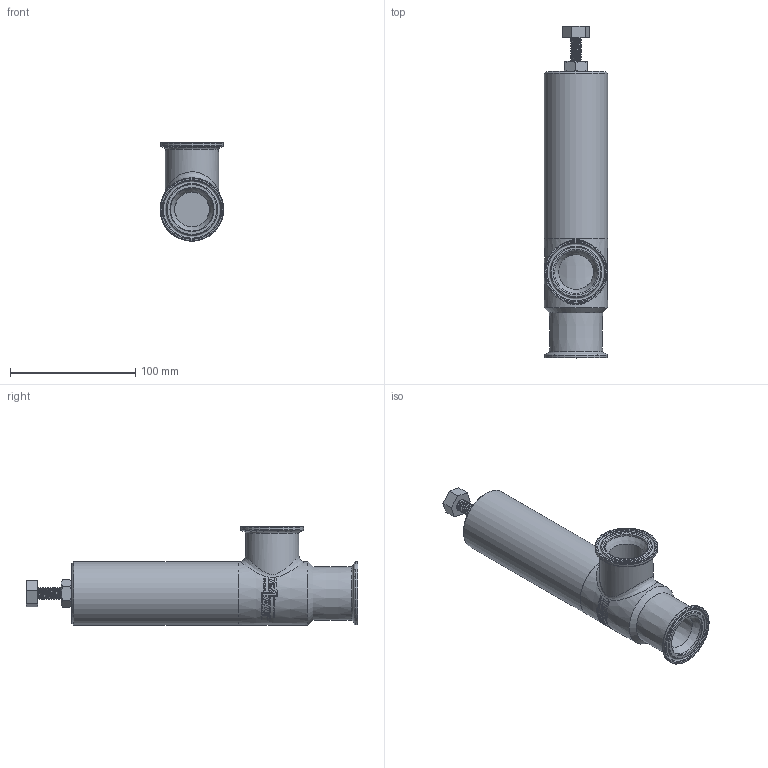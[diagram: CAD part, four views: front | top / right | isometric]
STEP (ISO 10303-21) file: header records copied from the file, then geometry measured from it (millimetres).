
FILE_DESCRIPTION (( 'STEP AP214' ), '1' );
FILE_NAME ('RVC05-15TC-10.8CV.STEP', '2023-12-08T13:30:28', ( '' ), ( '' ), 'SwSTEP 2.0', 'SolidWorks 2018', '' );
FILE_SCHEMA (( 'AUTOMOTIVE_DESIGN' ));
Length unit declared in the file: inch
Products named in the file (2): RVC05-15TC-10.8CV
Bounding box: 50.8 x 265.49 x 78.79 mm (x, y, z)
Volume: 444620 mm3; surface area: 56085.4 mm2
Topology: 2 solids, 2 shells, 321 faces, 792 edges, 509 vertices
Faces by surface type: cone 144, bspline 114, plane 34, cylinder 15, torus 14
Full cylindrical faces by diameter (mm): 2.032 x1, 10.716 x5, 12.7 x1, 27.94 x1, 34.442 x2, 42.57 x1, 50.394 x2, 50.8 x1
Entity records: 24292 total; most frequent: CARTESIAN_POINT 15602, ORIENTED_EDGE 1456, EDGE_CURVE 728, B_SPLINE_CURVE_WITH_KNOTS 607, DIRECTION 607, VERTEX_POINT 501, EDGE_LOOP 413, FACE_OUTER_BOUND 350
